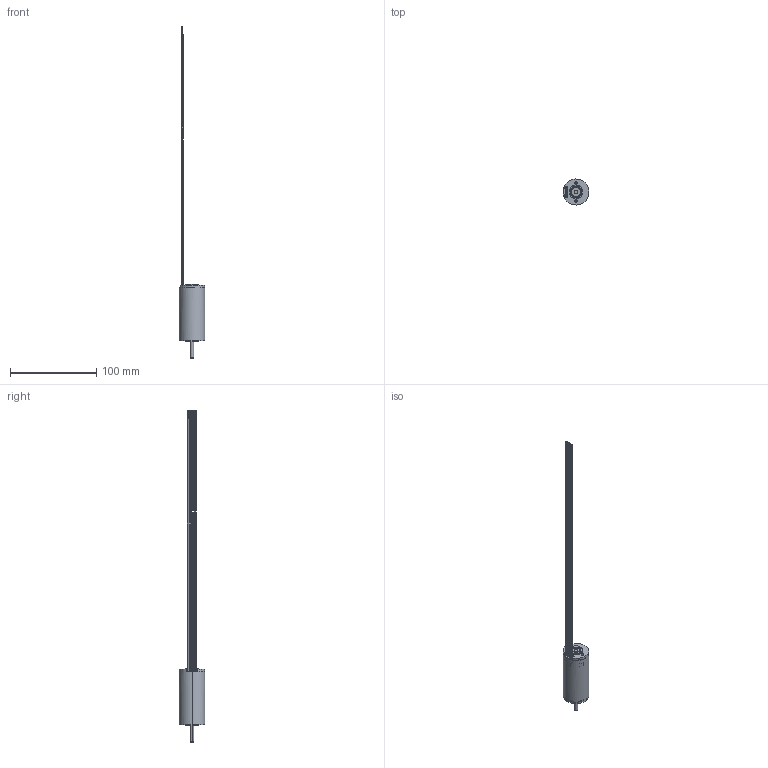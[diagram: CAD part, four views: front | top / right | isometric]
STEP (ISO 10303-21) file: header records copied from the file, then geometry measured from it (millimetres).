
FILE_DESCRIPTION((''),'2;1');
FILE_NAME('4611180000302_SW0001','2022-09-02T09:09:27',('MS05792'),(''),'CREO PARAMETRIC BY PTC INC, 2018100','CREO PARAMETRIC BY PTC INC, 2018100','');
FILE_SCHEMA(('CONFIG_CONTROL_DESIGN'));
Length unit declared in the file: millimetre
Products named in the file (1): 4611180000302_SW0001
Bounding box: 30 x 30 x 383.88 mm (x, y, z)
Volume: 15822.6 mm3; surface area: 28151.3 mm2
Topology: 9 solids, 10 shells, 308 faces, 745 edges, 476 vertices
Faces by surface type: cylinder 125, plane 89, torus 41, cone 36, bspline 17
Entity records: 10804 total; most frequent: CARTESIAN_POINT 3292, DIRECTION 1697, ORIENTED_EDGE 1478, EDGE_CURVE 739, AXIS2_PLACEMENT_3D 712, VERTEX_POINT 476, CIRCLE 421, EDGE_LOOP 359
